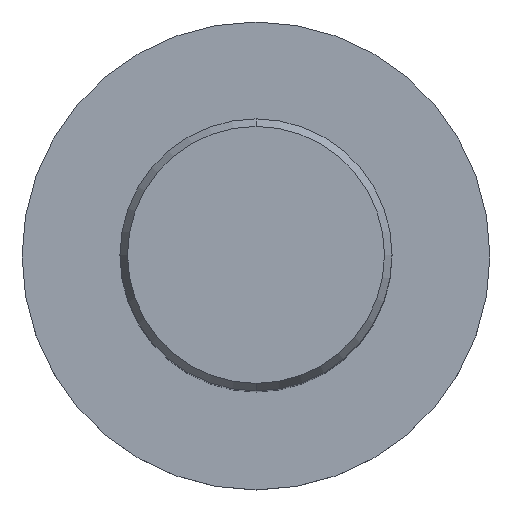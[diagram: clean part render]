
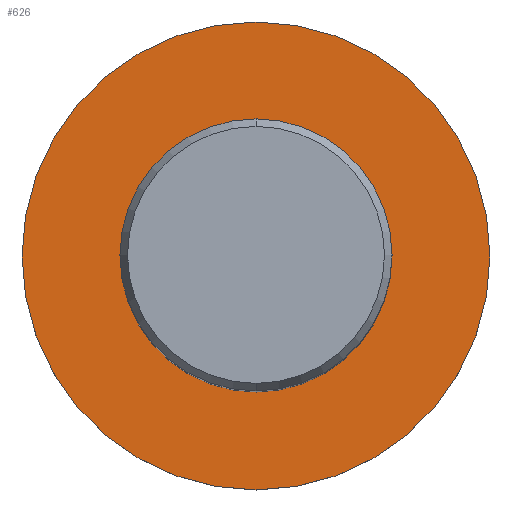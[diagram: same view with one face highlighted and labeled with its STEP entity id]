
A CAD part, top view. The second image highlights one B-rep face of the part: STEP entity #626.
In plain terms, the highlighted planar face has unit normal (0, 0, 1).
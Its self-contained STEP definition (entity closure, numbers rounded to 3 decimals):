
#300=EDGE_CURVE('',#360,#518,#762,.T.);
#360=VERTEX_POINT('',#829);
#424=EDGE_CURVE('',#446,#456,#903,.T.);
#446=VERTEX_POINT('',#927);
#456=VERTEX_POINT('',#937);
#518=VERTEX_POINT('',#1003);
#584=EDGE_CURVE('',#456,#446,#1073,.T.);
#604=EDGE_CURVE('',#518,#360,#1096,.T.);
#626=ADVANCED_FACE('',(#1119,#1120),#1121,.T.);
#762=CIRCLE('',#1296,12.5);
#829=CARTESIAN_POINT('',(0.,-12.5,-56.0));
#903=CIRCLE('',#1494,21.5);
#927=CARTESIAN_POINT('',(0.0,21.5,-56.0));
#937=CARTESIAN_POINT('',(0.,-21.5,-56.0));
#1003=CARTESIAN_POINT('',(0.0,12.5,-56.0));
#1073=CIRCLE('',#1874,21.5);
#1096=CIRCLE('',#1911,12.5);
#1119=FACE_BOUND('',#1966,.T.);
#1120=FACE_OUTER_BOUND('',#1967,.T.);
#1121=PLANE('',#1968);
#1296=AXIS2_PLACEMENT_3D('',#2145,#2146,#2147);
#1494=AXIS2_PLACEMENT_3D('',#2351,#2352,#2353);
#1874=AXIS2_PLACEMENT_3D('',#2524,#2525,#2526);
#1911=AXIS2_PLACEMENT_3D('',#2556,#2557,#2558);
#1966=EDGE_LOOP('',(#2578,#2579));
#1967=EDGE_LOOP('',(#2580,#2581));
#1968=AXIS2_PLACEMENT_3D('',#2582,#2583,#2584);
#2145=CARTESIAN_POINT('',(0.0,0.0,-56.0));
#2146=DIRECTION('',(-0.0,0.0,-1.0));
#2147=DIRECTION('',(0.0,1.0,0.0));
#2351=CARTESIAN_POINT('',(0.0,0.0,-56.0));
#2352=DIRECTION('',(0.0,0.0,-1.0));
#2353=DIRECTION('',(0.0,1.0,0.0));
#2524=CARTESIAN_POINT('',(0.0,0.0,-56.0));
#2525=DIRECTION('',(0.0,0.0,-1.0));
#2526=DIRECTION('',(0.0,1.0,0.0));
#2556=CARTESIAN_POINT('',(0.0,0.0,-56.0));
#2557=DIRECTION('',(-0.0,0.0,-1.0));
#2558=DIRECTION('',(0.0,1.0,0.0));
#2578=ORIENTED_EDGE('',*,*,#604,.T.);
#2579=ORIENTED_EDGE('',*,*,#300,.T.);
#2580=ORIENTED_EDGE('',*,*,#424,.F.);
#2581=ORIENTED_EDGE('',*,*,#584,.F.);
#2582=CARTESIAN_POINT('',(0.0,10.75,-56.0));
#2583=DIRECTION('',(-0.0,0.0,1.0));
#2584=DIRECTION('',(0.0,-1.0,0.0));
